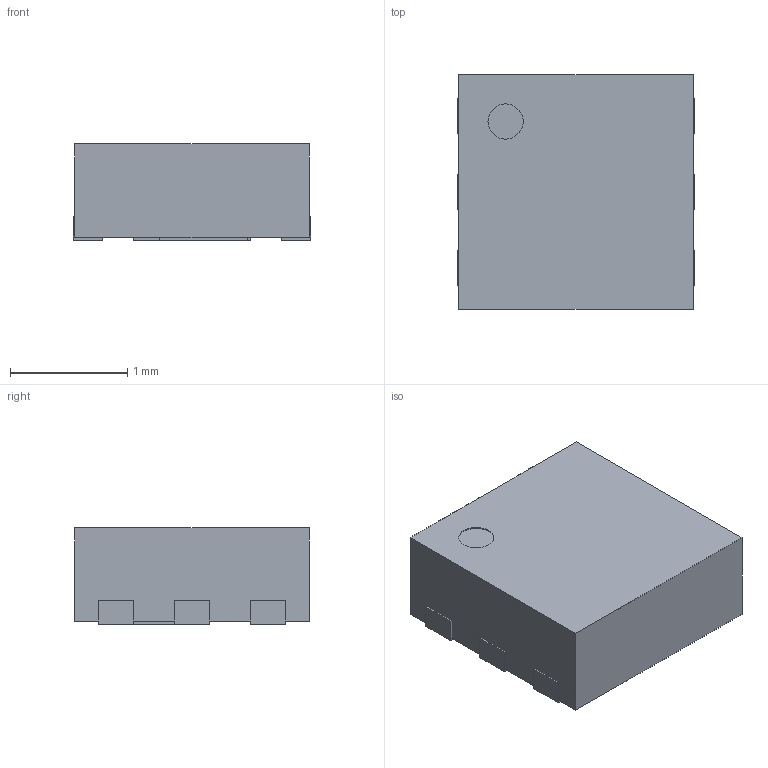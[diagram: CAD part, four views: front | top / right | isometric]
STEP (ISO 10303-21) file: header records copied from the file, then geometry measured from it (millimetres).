
FILE_DESCRIPTION(('FreeCAD Model'),'2;1');
FILE_NAME('son_6_ti.step','2020-05-11T14:12:18',('Author'),(''), 'Open CASCADE STEP processor 6.8','FreeCAD','Unknown');
FILE_SCHEMA(('AUTOMOTIVE_DESIGN_CC2 { 1 2 10303 214 -1 1 5 4 }'));
Length unit declared in the file: millimetre
Products named in the file (10): ASSEMBLY; Package; EP_Pin007; EP_Pin008; Pin006; Pin002; Pin001; Pin003; Pin005; Pin004
Assembly tree (9 placements, depth 2):
  ASSEMBLY
    Package
    EP_Pin007
    EP_Pin008
    Pin006
    Pin002
    Pin001
    Pin003
    Pin005
    Pin004
Bounding box: 2.02 x 2 x 0.82 mm (x, y, z)
Surface area: 20.2 mm2
Topology: 9 solids, 9 shells, 56 faces, 111 edges, 74 vertices
Faces by surface type: plane 55, cylinder 1
Full cylindrical faces by diameter (mm): 0.3 x1
Entity records: 3159 total; most frequent: CARTESIAN_POINT 479, DIRECTION 466, LINE 329, VECTOR 329, ORIENTED_EDGE 222, PCURVE 222, DEFINITIONAL_REPRESENTATION 222, EDGE_CURVE 111
